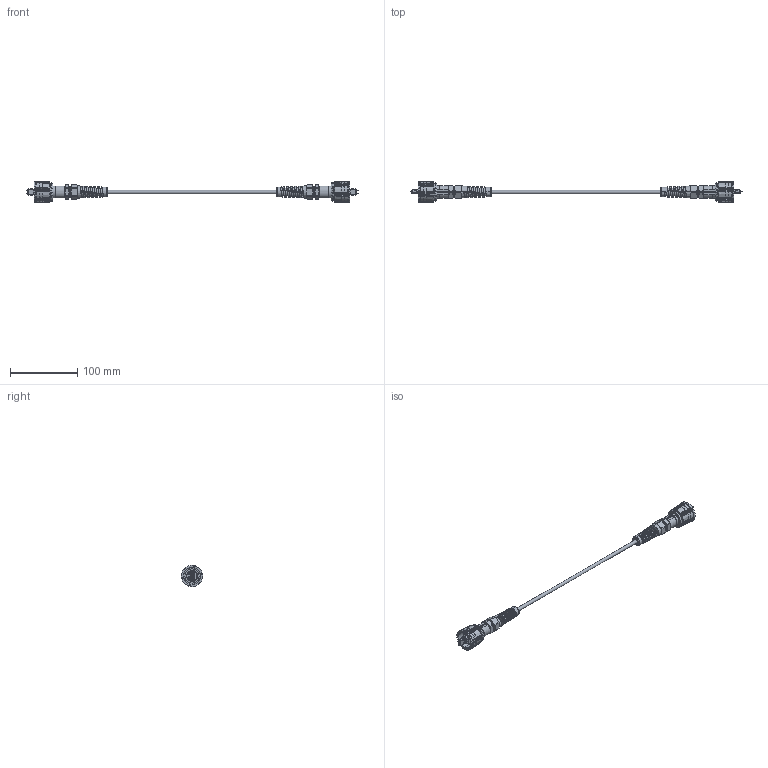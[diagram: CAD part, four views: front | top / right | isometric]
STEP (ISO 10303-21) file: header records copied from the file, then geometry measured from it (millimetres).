
FILE_DESCRIPTION (( 'STEP AP214' ), '1' );
FILE_NAME ('FOCS2ODMPMB12.step', '2022-10-19T19:02:10', ( '' ), ( '' ), 'SwSTEP 2.0', 'SolidWorks 2022', '' );
FILE_SCHEMA (( 'AUTOMOTIVE_DESIGN' ));
Length unit declared in the file: inch
Products named in the file (3): FOC-IPMM^FOCS2ODMPMB12; FOCS2ODMPMB12; 5MM OD OUTDOOR CABLE, 12F, BLACK LSZH, OS2^FOCS2ODMPMB12
Assembly tree (3 placements, depth 2):
  FOCS2ODMPMB12
    5MM OD OUTDOOR CABLE, 12F, BLACK LSZH, OS2^FOCS2ODMPMB12
    FOC-IPMM^FOCS2ODMPMB12  x2
Bounding box: 493.14 x 31.55 x 31.59 mm (x, y, z)
Volume: 76507.1 mm3; surface area: 41836.5 mm2
Topology: 27 solids, 39 shells, 3675 faces, 9467 edges, 6002 vertices
Faces by surface type: plane 1624, cylinder 935, bspline 760, cone 302, torus 30, sphere 24
Full cylindrical faces by diameter (mm): 5 x1
Entity records: 78320 total; most frequent: CARTESIAN_POINT 32757, ORIENTED_EDGE 9452, DIRECTION 7777, EDGE_CURVE 4726, VERTEX_POINT 3002, AXIS2_PLACEMENT_3D 2661, LINE 2455, VECTOR 2455
